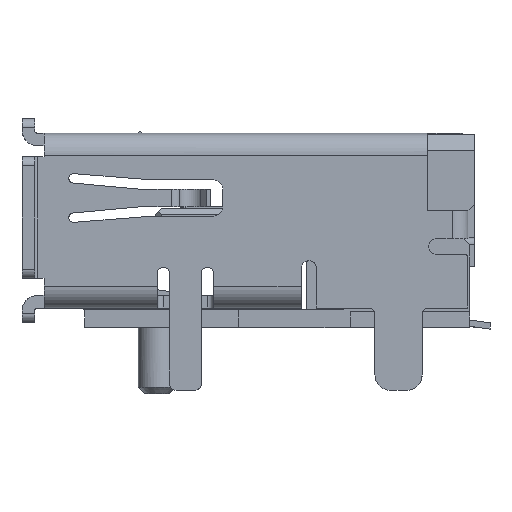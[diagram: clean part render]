
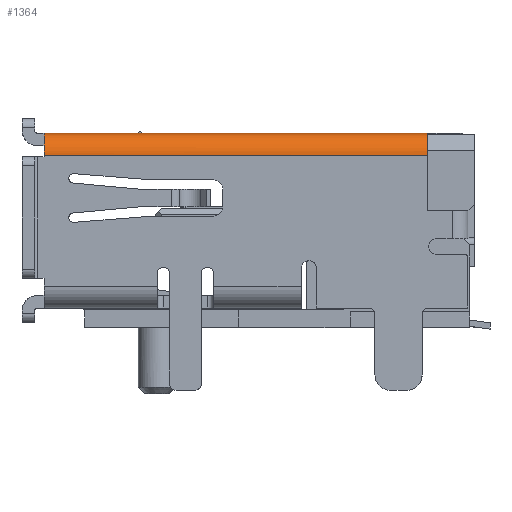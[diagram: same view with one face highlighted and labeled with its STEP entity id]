
A CAD part, front view. The second image highlights one B-rep face of the part: STEP entity #1364.
In plain terms, the highlighted cylindrical face has radius 0.7 mm (diameter 1.4 mm), a partial arc.
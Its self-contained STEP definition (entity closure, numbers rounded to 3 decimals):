
#1141=B_SPLINE_CURVE_WITH_KNOTS('',5,(#35562,#35563,#35564,#35565,#35566,
#35567,#35568,#35569,#35570,#35571,#35572,#35573),.UNSPECIFIED.,.F.,.F.,
(6,3,3,6),(0.,0.373,0.746,1.),.UNSPECIFIED.);
#1364=ADVANCED_FACE('0019-DISPLAYPORT.2\\IMPORTED1',(#2884),#2493,.T.);
#2493=CYLINDRICAL_SURFACE('',#25875,0.7);
#2884=FACE_OUTER_BOUND('',#4133,.T.);
#4133=EDGE_LOOP('',(#12725,#12726,#12727,#12728));
#5471=LINE('',#34750,#8580);
#5824=LINE('',#35766,#8933);
#8580=VECTOR('',#27891,1.);
#8933=VECTOR('',#28580,1.);
#12725=ORIENTED_EDGE('',*,*,#22090,.T.);
#12726=ORIENTED_EDGE('',*,*,#22091,.T.);
#12727=ORIENTED_EDGE('',*,*,#21651,.F.);
#12728=ORIENTED_EDGE('',*,*,#22009,.T.);
#19125=VERTEX_POINT('',#34749);
#19126=VERTEX_POINT('',#34751);
#19432=VERTEX_POINT('',#35561);
#19459=VERTEX_POINT('',#35767);
#21651=EDGE_CURVE('LINE',#19125,#19126,#5471,.T.);
#22009=EDGE_CURVE('',#19125,#19432,#1141,.T.);
#22090=EDGE_CURVE('LINE',#19432,#19459,#5824,.T.);
#22091=EDGE_CURVE('GENERATED CIRCLE',#19459,#19126,#25170,.T.);
#25170=CIRCLE('',#25874,0.7);
#25874=AXIS2_PLACEMENT_3D('',#35768,#28581,#28582);
#25875=AXIS2_PLACEMENT_3D('',#35769,#28583,#28584);
#27891=DIRECTION('',(1.,0.,0.));
#28580=DIRECTION('',(1.,0.,0.));
#28581=DIRECTION('',(-1.,0.,0.));
#28582=DIRECTION('',(0.,0.,1.));
#28583=DIRECTION('',(-1.,0.,0.));
#28584=DIRECTION('',(0.,-1.,0.));
#34749=CARTESIAN_POINT('',(-172.3,-261.55,-411.22));
#34750=CARTESIAN_POINT('',(-166.205,-261.55,-411.22));
#34751=CARTESIAN_POINT('',(-160.11,-261.55,-411.22));
#35561=CARTESIAN_POINT('',(-172.3,-262.25,-411.92));
#35562=CARTESIAN_POINT('',(-172.3,-261.55,-411.22));
#35563=CARTESIAN_POINT('',(-172.3,-261.632,-411.22));
#35564=CARTESIAN_POINT('',(-172.3,-261.714,-411.232));
#35565=CARTESIAN_POINT('',(-172.3,-261.794,-411.256));
#35566=CARTESIAN_POINT('',(-172.3,-261.943,-411.327));
#35567=CARTESIAN_POINT('',(-172.3,-262.067,-411.437));
#35568=CARTESIAN_POINT('',(-172.3,-262.12,-411.501));
#35569=CARTESIAN_POINT('',(-172.3,-262.192,-411.62));
#35570=CARTESIAN_POINT('',(-172.3,-262.233,-411.753));
#35571=CARTESIAN_POINT('',(-172.3,-262.244,-411.808));
#35572=CARTESIAN_POINT('',(-172.3,-262.25,-411.864));
#35573=CARTESIAN_POINT('',(-172.3,-262.25,-411.92));
#35766=CARTESIAN_POINT('',(-172.3,-262.25,-411.92));
#35767=CARTESIAN_POINT('',(-160.11,-262.25,-411.92));
#35768=CARTESIAN_POINT('',(-160.11,-261.55,-411.92));
#35769=CARTESIAN_POINT('',(-172.3,-261.55,-411.92));
